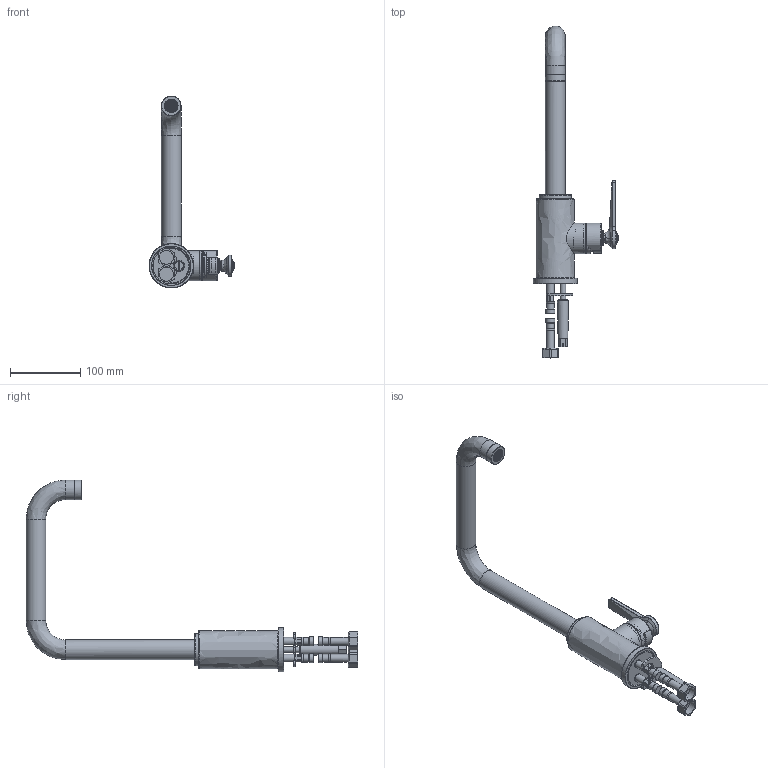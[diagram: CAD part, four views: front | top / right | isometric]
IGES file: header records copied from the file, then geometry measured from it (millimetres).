
Global section: file name: V7K32LF; native system: Autodesk Inventor 2020; preprocessor: unknown; author: rclarke; date: 20220512.102601; units: millimetre
Bounding box: 122.29 x 473.28 x 273.6 mm (x, y, z)
Volume: 466041.8 mm3; surface area: 222654.3 mm2
Topology: 41 solids, 41 shells, 3419 faces, 8809 edges, 5579 vertices
Faces by surface type: bspline 3419
